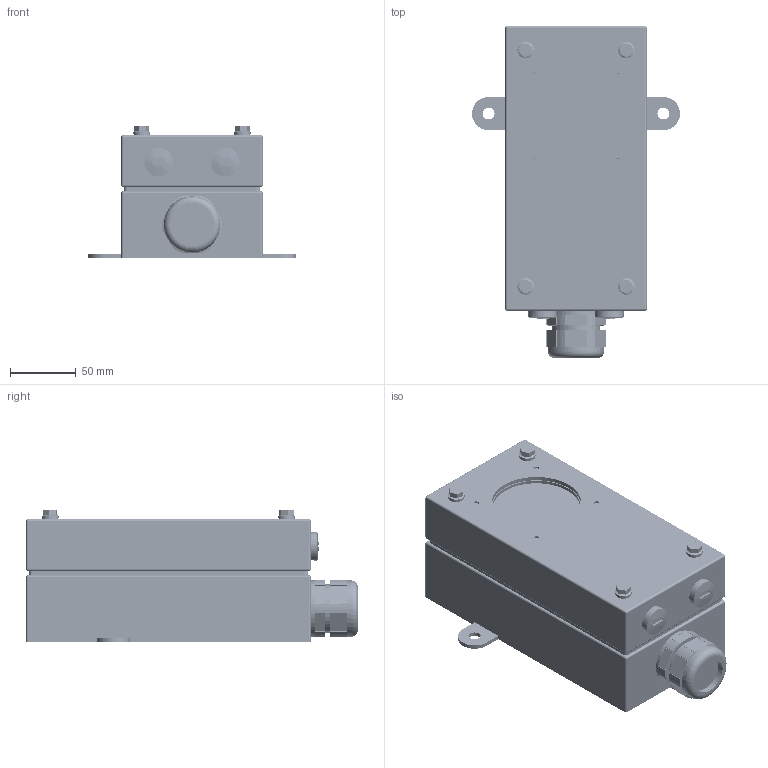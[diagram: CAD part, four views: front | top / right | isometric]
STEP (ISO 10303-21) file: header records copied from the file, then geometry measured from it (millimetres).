
FILE_DESCRIPTION (( 'STEP AP214' ), '1' );
FILE_NAME ('L7-AY.STEP', '2021-12-03T15:00:36', ( '' ), ( '' ), 'SwSTEP 2.0', 'SolidWorks 2021', '' );
FILE_SCHEMA (( 'AUTOMOTIVE_DESIGN' ));
Length unit declared in the file: inch
Products named in the file (25): 500100; PG11-N03; PG11-S01; 200309; 200416; 200415; PG29-I01; 200448; PG11-I04; L7-AY; PG29-B01; SP-M6-1; 400101; 800002_DEFAULT; 93635A238_93635A238; PG29-N01; 800003_DEFAULT; 200425; 93625A200; 400200; RSC62200; PG29-S01; PG29-01-01-01-01_.060 GAP; 200426; 94639A447_94639A447
Assembly tree (49 placements, depth 3):
  L7-AY
    200416
      200415
      SP-M6-1  x4
      800003_DEFAULT  x3
    400200
    200426
      200425
      800002_DEFAULT  x4
    PG29-01-01-01-01_.060 GAP
      PG29-B01
      PG29-I01
      PG29-S01
      PG29-N01
    400101
    500100
    200309
    PG11-N03  x2
    PG11-I04  x2
    PG11-S01  x2
    200448
    93625A200  x7
    94639A447_94639A447  x3
    RSC62200  x4
    93635A238_93635A238  x4
Bounding box: 158.75 x 253.17 x 101.28 mm (x, y, z)
Volume: 407792.9 mm3; surface area: 347936.1 mm2
Topology: 68 solids, 68 shells, 2477 faces, 6516 edges, 4230 vertices
Faces by surface type: cylinder 1427, plane 621, cone 298, bspline 100, torus 19, sphere 12
Entity records: 72974 total; most frequent: CARTESIAN_POINT 47370, ORIENTED_EDGE 5282, DIRECTION 4675, EDGE_CURVE 2641, AXIS2_PLACEMENT_3D 1770, VERTEX_POINT 1709, EDGE_LOOP 1178, VECTOR 1135
